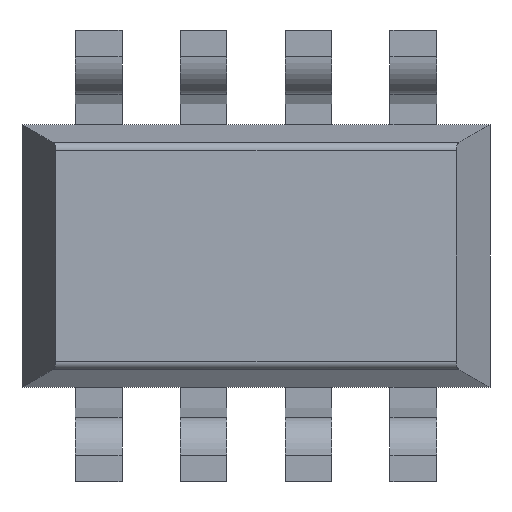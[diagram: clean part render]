
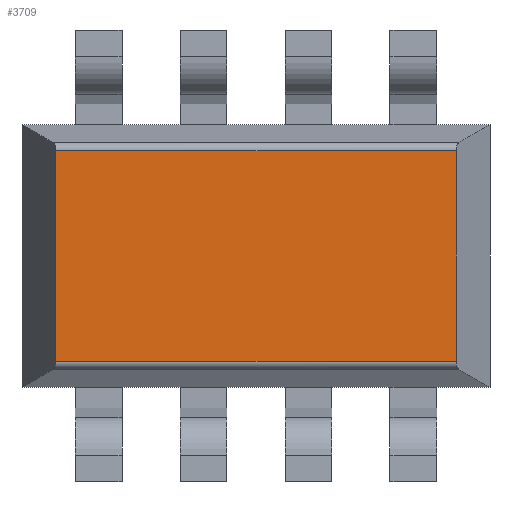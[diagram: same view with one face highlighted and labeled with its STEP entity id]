
A CAD part, front view. The second image highlights one B-rep face of the part: STEP entity #3709.
In plain terms, the highlighted planar face has unit normal (0, -1, 0).
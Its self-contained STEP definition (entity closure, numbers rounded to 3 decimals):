
#429 = LINE ( 'NONE', #2059, #555 ) ;
#555 = VECTOR ( 'NONE', #3516, 1000. ) ;
#640 = CARTESIAN_POINT ( 'NONE',  ( -1.24, 0., 0.654 ) ) ;
#822 = CARTESIAN_POINT ( 'NONE',  ( 1.24, 0., -0.654 ) ) ;
#894 = EDGE_CURVE ( 'NONE', #3006, #936, #1294, .T. ) ;
#936 = VERTEX_POINT ( 'NONE', #3758 ) ;
#1144 = CARTESIAN_POINT ( 'NONE',  ( -1.24, 0., -0.813 ) ) ;
#1197 = DIRECTION ( 'NONE',  ( 0., 1., 0. ) ) ;
#1217 = ORIENTED_EDGE ( 'NONE', *, *, #1945, .F. ) ;
#1294 = LINE ( 'NONE', #1986, #3277 ) ;
#1326 = AXIS2_PLACEMENT_3D ( 'NONE', #3525, #1197, #1480 ) ;
#1405 = EDGE_CURVE ( 'NONE', #2963, #3006, #1947, .T. ) ;
#1424 = DIRECTION ( 'NONE',  ( 0., 0., 1. ) ) ;
#1480 = DIRECTION ( 'NONE',  ( 0., 0., 1. ) ) ;
#1493 = EDGE_LOOP ( 'NONE', ( #1217, #2699, #1782, #2289 ) ) ;
#1639 = CARTESIAN_POINT ( 'NONE',  ( -1.24, 0., -0.654 ) ) ;
#1782 = ORIENTED_EDGE ( 'NONE', *, *, #894, .T. ) ;
#1945 = EDGE_CURVE ( 'NONE', #2963, #3723, #2636, .T. ) ;
#1947 = LINE ( 'NONE', #822, #2797 ) ;
#1985 = CARTESIAN_POINT ( 'NONE',  ( 1.24, 0., -0.654 ) ) ;
#1986 = CARTESIAN_POINT ( 'NONE',  ( 1.24, 0., -0.813 ) ) ;
#2059 = CARTESIAN_POINT ( 'NONE',  ( 0., 0., 0.654 ) ) ;
#2289 = ORIENTED_EDGE ( 'NONE', *, *, #3177, .T. ) ;
#2313 = PLANE ( 'NONE',  #1326 ) ;
#2636 = LINE ( 'NONE', #1144, #3663 ) ;
#2699 = ORIENTED_EDGE ( 'NONE', *, *, #1405, .T. ) ;
#2797 = VECTOR ( 'NONE', #3440, 1000. ) ;
#2853 = DIRECTION ( 'NONE',  ( 0., 0., 1. ) ) ;
#2963 = VERTEX_POINT ( 'NONE', #1639 ) ;
#3006 = VERTEX_POINT ( 'NONE', #1985 ) ;
#3142 = FACE_OUTER_BOUND ( 'NONE', #1493, .T. ) ;
#3177 = EDGE_CURVE ( 'NONE', #936, #3723, #429, .T. ) ;
#3277 = VECTOR ( 'NONE', #1424, 1000. ) ;
#3440 = DIRECTION ( 'NONE',  ( 1., 0., 0. ) ) ;
#3516 = DIRECTION ( 'NONE',  ( -1., 0., 0. ) ) ;
#3525 = CARTESIAN_POINT ( 'NONE',  ( 0., 0., 0. ) ) ;
#3663 = VECTOR ( 'NONE', #2853, 1000. ) ;
#3709 = ADVANCED_FACE ( 'NONE', ( #3142 ), #2313, .F. ) ;
#3723 = VERTEX_POINT ( 'NONE', #640 ) ;
#3758 = CARTESIAN_POINT ( 'NONE',  ( 1.24, 0., 0.654 ) ) ;
